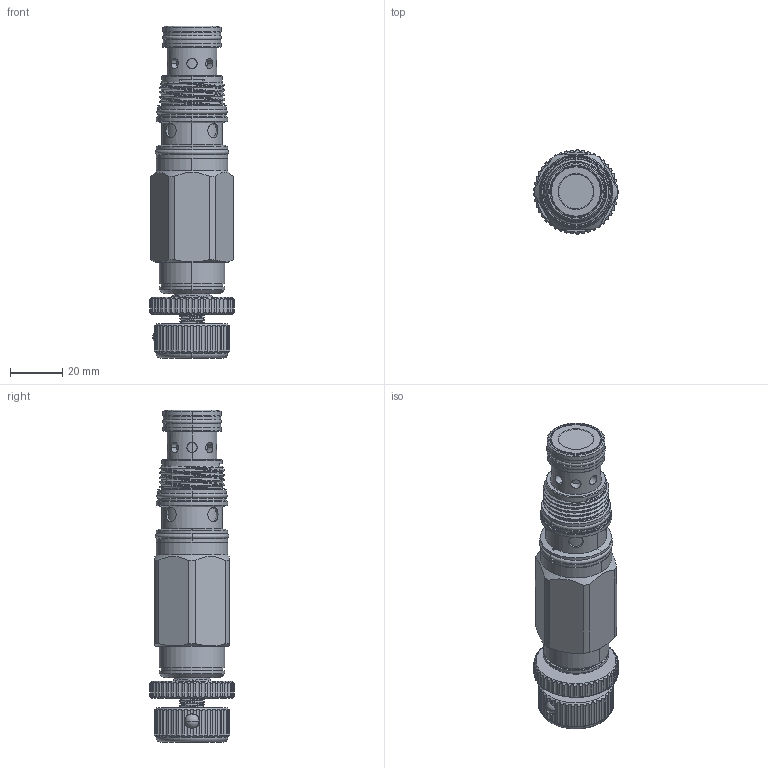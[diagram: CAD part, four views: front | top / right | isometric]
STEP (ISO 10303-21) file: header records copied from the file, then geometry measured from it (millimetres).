
FILE_DESCRIPTION (( 'STEP AP203' ), '1' );
FILE_NAME ('DD2A3Q-K.STEP', '2024-05-27T00:46:39', ( '' ), ( '' ), 'SwSTEP 2.0', 'SolidWorks 2018', '' );
FILE_SCHEMA (( 'CONFIG_CONTROL_DESIGN' ));
Length unit declared in the file: millimetre
Products named in the file (1): DD2A3Q-K
Bounding box: 32.18 x 32.2 x 126.92 mm (x, y, z)
Volume: 67169.1 mm3; surface area: 16553 mm2
Topology: 1 solids, 1 shells, 627 faces, 1651 edges, 1065 vertices
Faces by surface type: cylinder 381, plane 149, cone 52, bspline 23, torus 20, sphere 2
Entity records: 32808 total; most frequent: CARTESIAN_POINT 18093, ORIENTED_EDGE 3278, DIRECTION 2773, EDGE_CURVE 1639, VERTEX_POINT 1065, AXIS2_PLACEMENT_3D 1054, EDGE_LOOP 678, LINE 665
